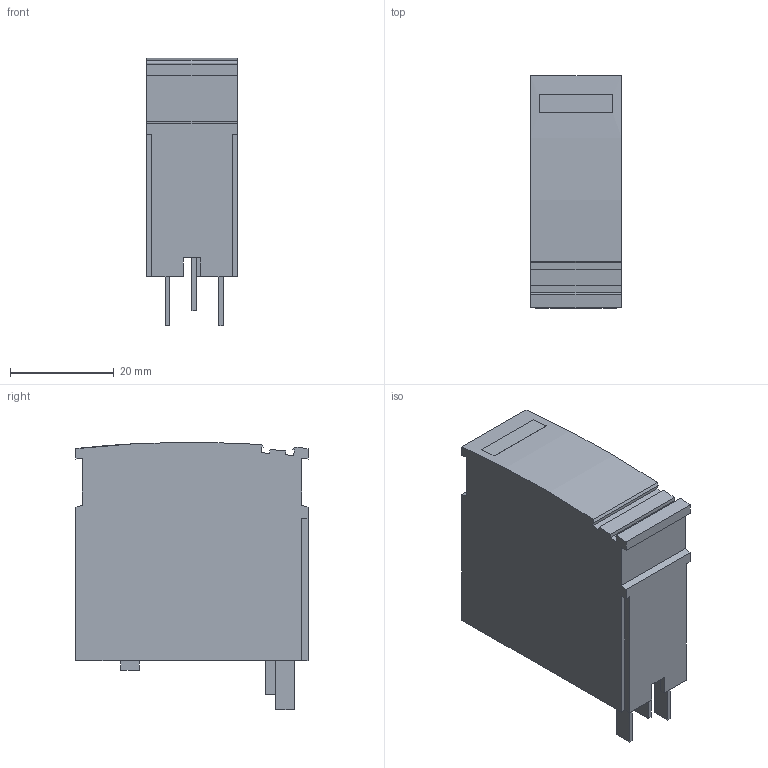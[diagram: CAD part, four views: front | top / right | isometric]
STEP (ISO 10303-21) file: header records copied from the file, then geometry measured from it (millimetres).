
FILE_DESCRIPTION(('Creo Elements/Direct Modeling STEP Export'),'2;1');
FILE_NAME('model.stp','2020-09-21T 8:34:14',(''),(''),'Creo Elements/Direct Modeling STEP processor for AP214 (Solid Model)','Creo Elements/Direct Modeling 20.1A 29-Sep-2018 (C) Parametric Technology GmbH','');
FILE_SCHEMA(('AUTOMOTIVE_DESIGN { 1 0 10303 214 1 1 1 1 }'));
Length unit declared in the file: millimetre
Products named in the file (2): PT...VA..._ST-select
Assembly tree (1 placements, depth 2):
  PT...VA..._ST-select
    PT...VA..._ST-select
Bounding box: 17.5 x 44.8 x 51.69 mm (x, y, z)
Volume: 29387 mm3; surface area: 7915.1 mm2
Topology: 1 solids, 1 shells, 91 faces, 242 edges, 160 vertices
Faces by surface type: plane 87, cylinder 4
Entity records: 3511 total; most frequent: CARTESIAN_POINT 487, ORIENTED_EDGE 484, DIRECTION 426, EDGE_CURVE 242, VECTOR 228, LINE 228, VERTEX_POINT 160, AXIS2_PLACEMENT_3D 99
